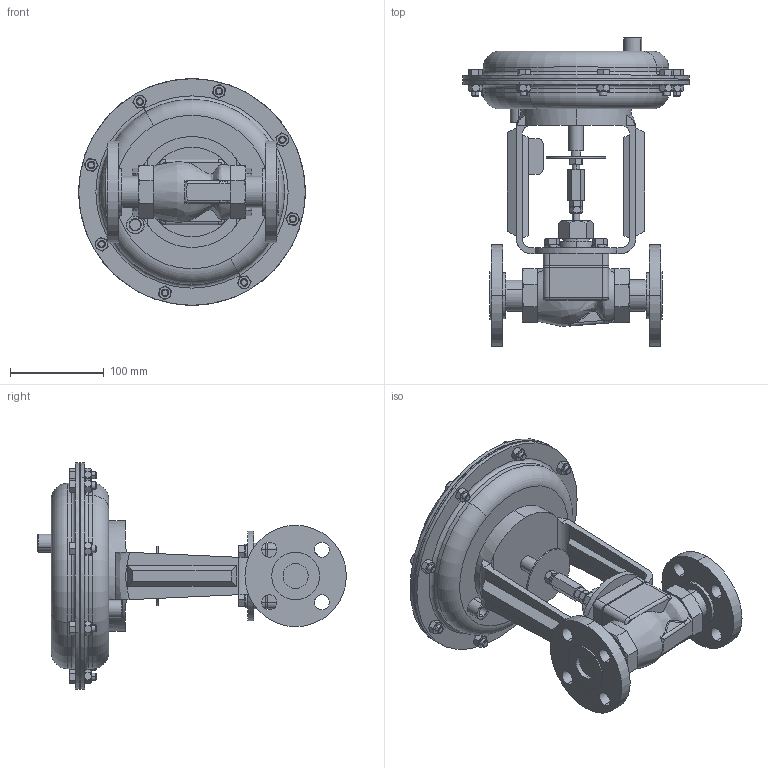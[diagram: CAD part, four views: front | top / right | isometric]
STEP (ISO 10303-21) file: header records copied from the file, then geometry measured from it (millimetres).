
FILE_DESCRIPTION (( 'STEP AP203' ), '1' );
FILE_NAME ('78-100-ALL-F5-35M.STEP', '2017-09-28T17:47:08', ( '' ), ( '' ), 'SwSTEP 2.0', 'SolidWorks 2014', '' );
FILE_SCHEMA (( 'CONFIG_CONTROL_DESIGN' ));
Length unit declared in the file: inch
Products named in the file (1): 78-100-ALL-F5-35M
Bounding box: 241.3 x 328.65 x 241.3 mm (x, y, z)
Volume: 3118759.9 mm3; surface area: 318220.1 mm2
Topology: 6 solids, 6 shells, 770 faces, 1787 edges, 1106 vertices
Faces by surface type: plane 323, cone 250, cylinder 155, bspline 26, torus 16
Entity records: 25730 total; most frequent: CARTESIAN_POINT 9025, ORIENTED_EDGE 3574, DIRECTION 3240, EDGE_CURVE 1787, AXIS2_PLACEMENT_3D 1301, VERTEX_POINT 1106, EDGE_LOOP 867, FACE_OUTER_BOUND 770
